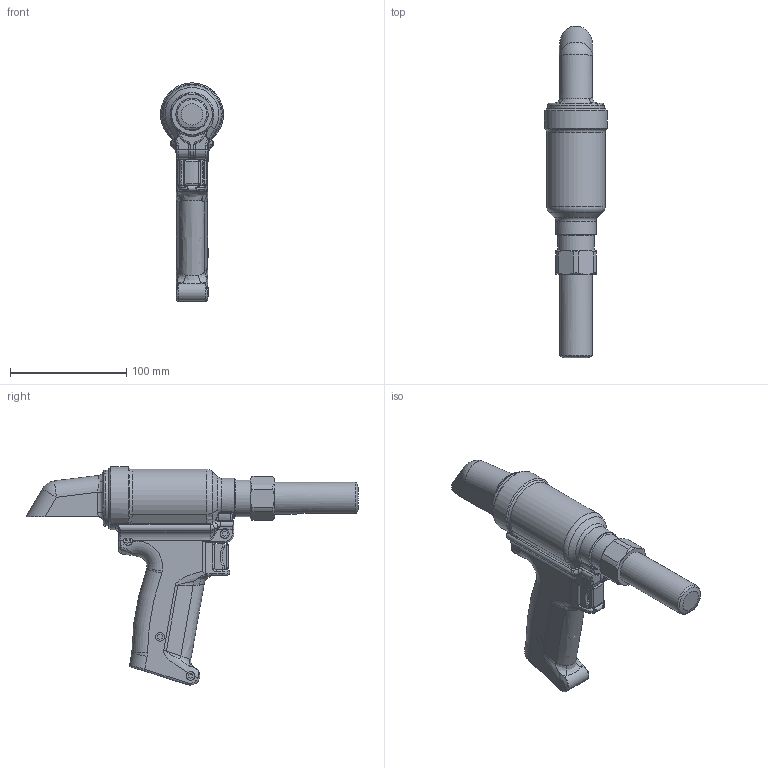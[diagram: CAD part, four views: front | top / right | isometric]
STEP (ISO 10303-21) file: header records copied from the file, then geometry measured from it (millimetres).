
FILE_DESCRIPTION(/* description */ (''),/* implementation_level */ '2;1');
FILE_NAME(/* name */ '2581_99-1440_CLR.stp',/* time_stamp */ '2023-07-20T10:40:01-04:00',/* author */ (''),/* organization */ (''),/* preprocessor_version */ 'ST-DEVELOPER v16.7',/* originating_system */ 'SIEMENS PLM Software NX 1946',/* authorisation */ '');
FILE_SCHEMA (('AP203_CONFIGURATION_CONTROLLED_3D_DESIGN_OF_MECHANICAL_PARTS_AND_ASSEMBLIES_MIM_LF { 1 0 10303 403 2 1 2}'));
Length unit declared in the file: inch
Products named in the file (3): 99-1440_CLR_; 2581_CLR; 2581_99-1440_CLR
Assembly tree (2 placements, depth 2):
  2581_99-1440_CLR
    2581_CLR
    99-1440_CLR_
Bounding box: 54.28 x 285.76 x 187.9 mm (x, y, z)
Volume: 889392.6 mm3; surface area: 192750.2 mm2
Topology: 3 solids, 3 shells, 1593 faces, 4191 edges, 2570 vertices
Faces by surface type: plane 573, cylinder 492, bspline 270, torus 158, cone 46, sphere 22, extrusion 20, revolution 12
Full cylindrical faces by diameter (mm): 4.826 x8, 9.525 x8, 12.586 x2, 15.875 x2, 26.949 x1, 27.749 x2, 29.782 x1, 31.636 x2, 34.734 x2, 48.387 x2, 54.293 x2
Entity records: 57099 total; most frequent: CARTESIAN_POINT 19790, ORIENTED_EDGE 8100, DIRECTION 7298, EDGE_CURVE 4050, AXIS2_PLACEMENT_3D 2815, VERTEX_POINT 2538, EDGE_LOOP 1724, VECTOR 1656
